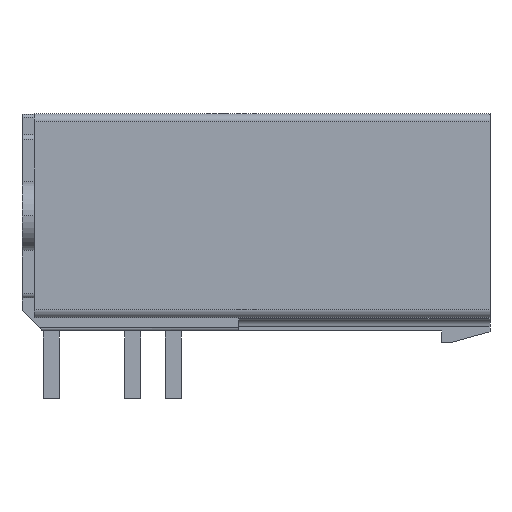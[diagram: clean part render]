
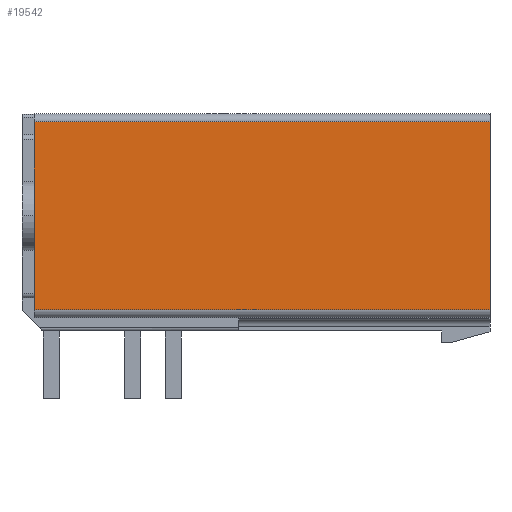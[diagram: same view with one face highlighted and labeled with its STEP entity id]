
A CAD part, front view. The second image highlights one B-rep face of the part: STEP entity #19542.
In plain terms, the highlighted planar face has unit normal (0, -1, 0).
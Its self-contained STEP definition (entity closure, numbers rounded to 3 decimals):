
#26=DIRECTION('',(0.,0.,1.));
#27=VECTOR('',#26,11.733);
#28=CARTESIAN_POINT('',(-13.875,-6.22,-5.055));
#29=LINE('',#28,#27);
#1764=DIRECTION('',(0.,0.,1.));
#1765=VECTOR('',#1764,11.733);
#1766=CARTESIAN_POINT('',(14.625,-6.22,-5.055));
#1767=LINE('',#1766,#1765);
#6811=DIRECTION('',(-1.,0.,0.));
#6812=VECTOR('',#6811,28.5);
#6813=CARTESIAN_POINT('',(14.625,-6.22,-5.055));
#6814=LINE('',#6813,#6812);
#6815=DIRECTION('',(-1.,0.,0.));
#6816=VECTOR('',#6815,28.5);
#6817=CARTESIAN_POINT('',(14.625,-6.22,6.678));
#6818=LINE('',#6817,#6816);
#9624=CARTESIAN_POINT('',(14.625,-6.22,6.678));
#9626=VERTEX_POINT('',#9624);
#9641=CARTESIAN_POINT('',(14.625,-6.22,-5.055));
#9643=VERTEX_POINT('',#9641);
#9644=CARTESIAN_POINT('',(-13.875,-6.22,6.678));
#9646=VERTEX_POINT('',#9644);
#9649=CARTESIAN_POINT('',(-13.875,-6.22,-5.055));
#9651=VERTEX_POINT('',#9649);
#19530=CARTESIAN_POINT('',(14.625,-6.22,-5.055));
#19531=DIRECTION('',(0.,1.,0.));
#19532=DIRECTION('',(0.,0.,1.));
#19533=AXIS2_PLACEMENT_3D('',#19530,#19531,#19532);
#19534=PLANE('',#19533);
#19535=ORIENTED_EDGE('',*,*,#10866,.F.);
#19536=ORIENTED_EDGE('',*,*,#19525,.T.);
#19537=ORIENTED_EDGE('',*,*,#10188,.T.);
#19539=ORIENTED_EDGE('',*,*,#19538,.F.);
#19540=EDGE_LOOP('',(#19535,#19536,#19537,#19539));
#19541=FACE_OUTER_BOUND('',#19540,.F.);
#19542=ADVANCED_FACE('',(#19541),#19534,.F.);
#10188=EDGE_CURVE('',#9651,#9646,#29,.T.);
#10866=EDGE_CURVE('',#9643,#9626,#1767,.T.);
#19525=EDGE_CURVE('',#9643,#9651,#6814,.T.);
#19538=EDGE_CURVE('',#9626,#9646,#6818,.T.);
